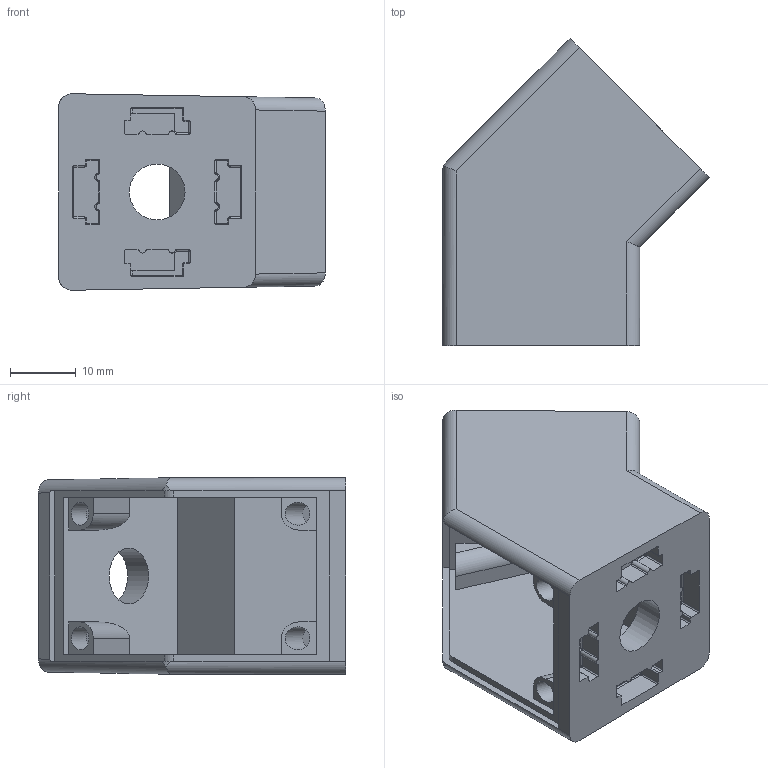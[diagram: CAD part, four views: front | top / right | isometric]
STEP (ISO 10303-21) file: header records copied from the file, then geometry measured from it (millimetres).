
FILE_DESCRIPTION(/* description */ ('STEP AP214'),/* implementation_level */ '2;1');
FILE_NAME(/* name */ '093WS30145N0810RS02',/* time_stamp */ '2022-09-29T14:57:22+02:00',/* author */ ('License CC BY-ND 4.0'),/* organization */ ('CADENAS'),/* preprocessor_version */ 'ST-DEVELOPER v18.102',/* originating_system */ 'PARTsolutions',/* authorisation */ ' ');
FILE_SCHEMA (('AUTOMOTIVE_DESIGN {1 0 10303 214 3 1 1}'));
Length unit declared in the file: millimetre
Products named in the file (2): 093WS30145N0810RS02; 093WS30145N0810RS02-1
Assembly tree (1 placements, depth 2):
  093WS30145N0810RS02
    093WS30145N0810RS02-1
Bounding box: 40.6 x 46.8 x 29.93 mm (x, y, z)
Volume: 14280.1 mm3; surface area: 10369.7 mm2
Topology: 1 solids, 1 shells, 344 faces, 916 edges, 556 vertices
Faces by surface type: cylinder 166, plane 136, sphere 30, torus 12
Full cylindrical faces by diameter (mm): 3.5 x4, 8.5 x2
Entity records: 10475 total; most frequent: DIRECTION 1930, CARTESIAN_POINT 1788, ORIENTED_EDGE 1756, EDGE_CURVE 878, AXIS2_PLACEMENT_3D 708, VERTEX_POINT 554, LINE 514, VECTOR 514
